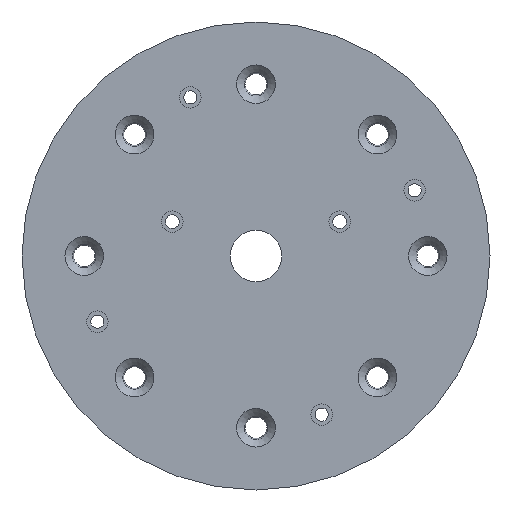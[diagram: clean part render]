
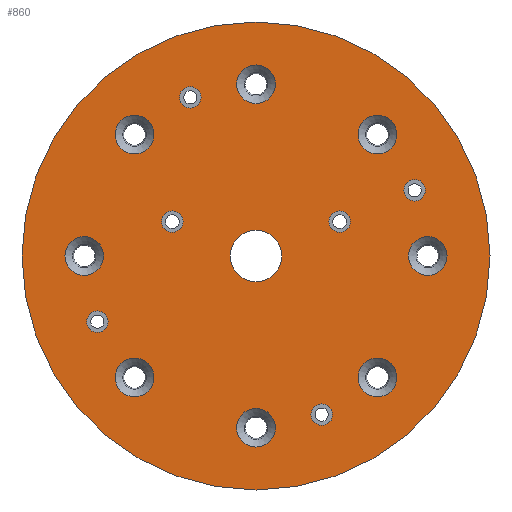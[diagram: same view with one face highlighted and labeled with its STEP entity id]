
A CAD part, left-side view. The second image highlights one B-rep face of the part: STEP entity #860.
In plain terms, the highlighted planar face has unit normal (-1, 0, 0).
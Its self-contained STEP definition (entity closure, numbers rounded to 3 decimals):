
#302 = VERTEX_POINT('',#303);
#303 = CARTESIAN_POINT('',(-3.,54.5,0.));
#309 = EDGE_CURVE('',#302,#302,#310,.T.);
#310 = CIRCLE('',#311,54.5);
#311 = AXIS2_PLACEMENT_3D('',#312,#313,#314);
#312 = CARTESIAN_POINT('',(-3.,0.,0.));
#313 = DIRECTION('',(1.,0.,0.));
#314 = DIRECTION('',(0.,1.,0.));
#860 = ADVANCED_FACE('',(#861,#864,#875,#886,#897,#908,#919,#930,#941,
    #952,#963,#974,#985,#996,#1007,#1018),#1029,.F.);
#861 = FACE_BOUND('',#862,.F.);
#862 = EDGE_LOOP('',(#863));
#863 = ORIENTED_EDGE('',*,*,#309,.T.);
#864 = FACE_BOUND('',#865,.F.);
#865 = EDGE_LOOP('',(#866));
#866 = ORIENTED_EDGE('',*,*,#867,.T.);
#867 = EDGE_CURVE('',#868,#868,#870,.T.);
#868 = VERTEX_POINT('',#869);
#869 = CARTESIAN_POINT('',(-3.,32.784,-28.284));
#870 = CIRCLE('',#871,4.5);
#871 = AXIS2_PLACEMENT_3D('',#872,#873,#874);
#872 = CARTESIAN_POINT('',(-3.,28.284,-28.284));
#873 = DIRECTION('',(-1.,0.,0.));
#874 = DIRECTION('',(0.,1.,0.));
#875 = FACE_BOUND('',#876,.F.);
#876 = EDGE_LOOP('',(#877));
#877 = ORIENTED_EDGE('',*,*,#878,.T.);
#878 = EDGE_CURVE('',#879,#879,#881,.T.);
#879 = VERTEX_POINT('',#880);
#880 = CARTESIAN_POINT('',(-3.,39.455,-15.307));
#881 = CIRCLE('',#882,2.5);
#882 = AXIS2_PLACEMENT_3D('',#883,#884,#885);
#883 = CARTESIAN_POINT('',(-3.,36.955,-15.307));
#884 = DIRECTION('',(-1.,0.,0.));
#885 = DIRECTION('',(0.,1.,0.));
#886 = FACE_BOUND('',#887,.F.);
#887 = EDGE_LOOP('',(#888));
#888 = ORIENTED_EDGE('',*,*,#889,.T.);
#889 = EDGE_CURVE('',#890,#890,#892,.T.);
#890 = VERTEX_POINT('',#891);
#891 = CARTESIAN_POINT('',(-3.,44.5,0.));
#892 = CIRCLE('',#893,4.5);
#893 = AXIS2_PLACEMENT_3D('',#894,#895,#896);
#894 = CARTESIAN_POINT('',(-3.,40.,0.));
#895 = DIRECTION('',(-1.,0.,0.));
#896 = DIRECTION('',(0.,1.,0.));
#897 = FACE_BOUND('',#898,.F.);
#898 = EDGE_LOOP('',(#899));
#899 = ORIENTED_EDGE('',*,*,#900,.T.);
#900 = EDGE_CURVE('',#901,#901,#903,.T.);
#901 = VERTEX_POINT('',#902);
#902 = CARTESIAN_POINT('',(-3.,4.5,-40.));
#903 = CIRCLE('',#904,4.5);
#904 = AXIS2_PLACEMENT_3D('',#905,#906,#907);
#905 = CARTESIAN_POINT('',(-3.,0.,-40.));
#906 = DIRECTION('',(-1.,0.,0.));
#907 = DIRECTION('',(0.,1.,0.));
#908 = FACE_BOUND('',#909,.F.);
#909 = EDGE_LOOP('',(#910));
#910 = ORIENTED_EDGE('',*,*,#911,.F.);
#911 = EDGE_CURVE('',#912,#912,#914,.T.);
#912 = VERTEX_POINT('',#913);
#913 = CARTESIAN_POINT('',(-3.,6.,0.));
#914 = CIRCLE('',#915,6.);
#915 = AXIS2_PLACEMENT_3D('',#916,#917,#918);
#916 = CARTESIAN_POINT('',(-3.,0.,0.));
#917 = DIRECTION('',(1.,0.,0.));
#918 = DIRECTION('',(0.,1.,0.));
#919 = FACE_BOUND('',#920,.F.);
#920 = EDGE_LOOP('',(#921));
#921 = ORIENTED_EDGE('',*,*,#922,.T.);
#922 = EDGE_CURVE('',#923,#923,#925,.T.);
#923 = VERTEX_POINT('',#924);
#924 = CARTESIAN_POINT('',(-3.,32.784,28.284));
#925 = CIRCLE('',#926,4.5);
#926 = AXIS2_PLACEMENT_3D('',#927,#928,#929);
#927 = CARTESIAN_POINT('',(-3.,28.284,28.284));
#928 = DIRECTION('',(-1.,0.,0.));
#929 = DIRECTION('',(0.,1.,0.));
#930 = FACE_BOUND('',#931,.F.);
#931 = EDGE_LOOP('',(#932));
#932 = ORIENTED_EDGE('',*,*,#933,.T.);
#933 = EDGE_CURVE('',#934,#934,#936,.T.);
#934 = VERTEX_POINT('',#935);
#935 = CARTESIAN_POINT('',(-3.,22.,8.));
#936 = CIRCLE('',#937,2.5);
#937 = AXIS2_PLACEMENT_3D('',#938,#939,#940);
#938 = CARTESIAN_POINT('',(-3.,19.5,8.));
#939 = DIRECTION('',(-1.,0.,0.));
#940 = DIRECTION('',(0.,1.,0.));
#941 = FACE_BOUND('',#942,.F.);
#942 = EDGE_LOOP('',(#943));
#943 = ORIENTED_EDGE('',*,*,#944,.T.);
#944 = EDGE_CURVE('',#945,#945,#947,.T.);
#945 = VERTEX_POINT('',#946);
#946 = CARTESIAN_POINT('',(-3.,17.807,36.955));
#947 = CIRCLE('',#948,2.5);
#948 = AXIS2_PLACEMENT_3D('',#949,#950,#951);
#949 = CARTESIAN_POINT('',(-3.,15.307,36.955));
#950 = DIRECTION('',(-1.,0.,0.));
#951 = DIRECTION('',(0.,1.,0.));
#952 = FACE_BOUND('',#953,.F.);
#953 = EDGE_LOOP('',(#954));
#954 = ORIENTED_EDGE('',*,*,#955,.T.);
#955 = EDGE_CURVE('',#956,#956,#958,.T.);
#956 = VERTEX_POINT('',#957);
#957 = CARTESIAN_POINT('',(-3.,-12.807,-36.955));
#958 = CIRCLE('',#959,2.5);
#959 = AXIS2_PLACEMENT_3D('',#960,#961,#962);
#960 = CARTESIAN_POINT('',(-3.,-15.307,-36.955));
#961 = DIRECTION('',(-1.,0.,0.));
#962 = DIRECTION('',(0.,1.,0.));
#963 = FACE_BOUND('',#964,.F.);
#964 = EDGE_LOOP('',(#965));
#965 = ORIENTED_EDGE('',*,*,#966,.T.);
#966 = EDGE_CURVE('',#967,#967,#969,.T.);
#967 = VERTEX_POINT('',#968);
#968 = CARTESIAN_POINT('',(-3.,-23.784,-28.284));
#969 = CIRCLE('',#970,4.5);
#970 = AXIS2_PLACEMENT_3D('',#971,#972,#973);
#971 = CARTESIAN_POINT('',(-3.,-28.284,-28.284));
#972 = DIRECTION('',(-1.,0.,0.));
#973 = DIRECTION('',(0.,1.,0.));
#974 = FACE_BOUND('',#975,.F.);
#975 = EDGE_LOOP('',(#976));
#976 = ORIENTED_EDGE('',*,*,#977,.T.);
#977 = EDGE_CURVE('',#978,#978,#980,.T.);
#978 = VERTEX_POINT('',#979);
#979 = CARTESIAN_POINT('',(-3.,-17.,8.));
#980 = CIRCLE('',#981,2.5);
#981 = AXIS2_PLACEMENT_3D('',#982,#983,#984);
#982 = CARTESIAN_POINT('',(-3.,-19.5,8.));
#983 = DIRECTION('',(-1.,0.,0.));
#984 = DIRECTION('',(0.,1.,0.));
#985 = FACE_BOUND('',#986,.F.);
#986 = EDGE_LOOP('',(#987));
#987 = ORIENTED_EDGE('',*,*,#988,.T.);
#988 = EDGE_CURVE('',#989,#989,#991,.T.);
#989 = VERTEX_POINT('',#990);
#990 = CARTESIAN_POINT('',(-3.,4.5,40.));
#991 = CIRCLE('',#992,4.5);
#992 = AXIS2_PLACEMENT_3D('',#993,#994,#995);
#993 = CARTESIAN_POINT('',(-3.,0.,40.));
#994 = DIRECTION('',(-1.,0.,0.));
#995 = DIRECTION('',(0.,1.,0.));
#996 = FACE_BOUND('',#997,.F.);
#997 = EDGE_LOOP('',(#998));
#998 = ORIENTED_EDGE('',*,*,#999,.T.);
#999 = EDGE_CURVE('',#1000,#1000,#1002,.T.);
#1000 = VERTEX_POINT('',#1001);
#1001 = CARTESIAN_POINT('',(-3.,-35.5,0.));
#1002 = CIRCLE('',#1003,4.5);
#1003 = AXIS2_PLACEMENT_3D('',#1004,#1005,#1006);
#1004 = CARTESIAN_POINT('',(-3.,-40.,0.));
#1005 = DIRECTION('',(-1.,0.,0.));
#1006 = DIRECTION('',(0.,1.,0.));
#1007 = FACE_BOUND('',#1008,.F.);
#1008 = EDGE_LOOP('',(#1009));
#1009 = ORIENTED_EDGE('',*,*,#1010,.T.);
#1010 = EDGE_CURVE('',#1011,#1011,#1013,.T.);
#1011 = VERTEX_POINT('',#1012);
#1012 = CARTESIAN_POINT('',(-3.,-34.455,15.307));
#1013 = CIRCLE('',#1014,2.5);
#1014 = AXIS2_PLACEMENT_3D('',#1015,#1016,#1017);
#1015 = CARTESIAN_POINT('',(-3.,-36.955,15.307));
#1016 = DIRECTION('',(-1.,0.,0.));
#1017 = DIRECTION('',(0.,1.,0.));
#1018 = FACE_BOUND('',#1019,.F.);
#1019 = EDGE_LOOP('',(#1020));
#1020 = ORIENTED_EDGE('',*,*,#1021,.T.);
#1021 = EDGE_CURVE('',#1022,#1022,#1024,.T.);
#1022 = VERTEX_POINT('',#1023);
#1023 = CARTESIAN_POINT('',(-3.,-23.784,28.284));
#1024 = CIRCLE('',#1025,4.5);
#1025 = AXIS2_PLACEMENT_3D('',#1026,#1027,#1028);
#1026 = CARTESIAN_POINT('',(-3.,-28.284,28.284));
#1027 = DIRECTION('',(-1.,0.,0.));
#1028 = DIRECTION('',(0.,1.,0.));
#1029 = PLANE('',#1030);
#1030 = AXIS2_PLACEMENT_3D('',#1031,#1032,#1033);
#1031 = CARTESIAN_POINT('',(-3.,0.,0.415));
#1032 = DIRECTION('',(1.,0.,0.));
#1033 = DIRECTION('',(0.,0.,1.));
